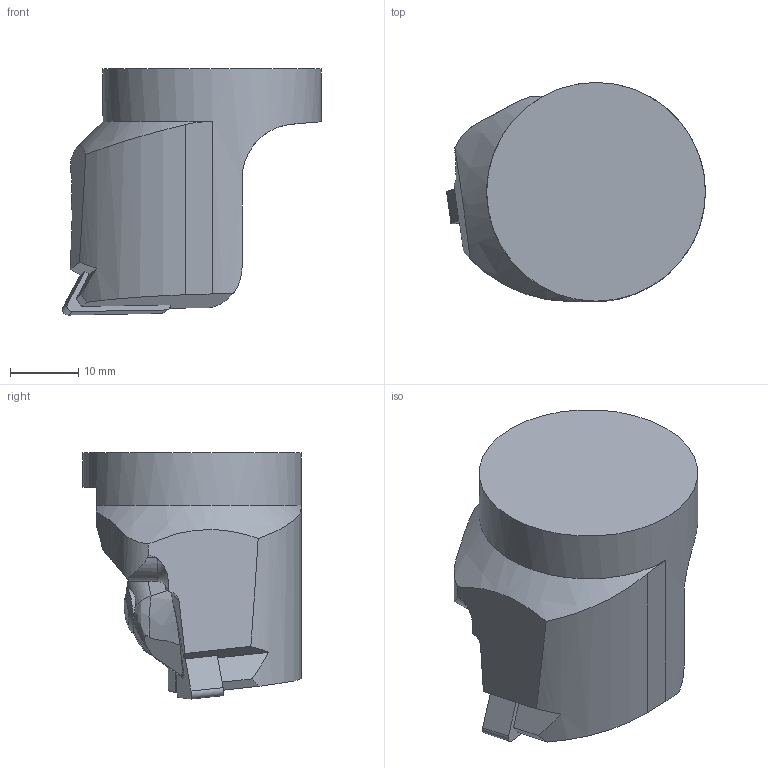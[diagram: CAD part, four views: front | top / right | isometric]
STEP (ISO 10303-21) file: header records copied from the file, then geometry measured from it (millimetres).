
FILE_DESCRIPTION(/* description */ (''),/* implementation_level */ '2;1');
FILE_NAME(/* name */ '1641811406759.stp',/* time_stamp */ '2022-01-10T16:13:44+06:00',/* author */ (''),/* organization */ ('SMS'),/* preprocessor_version */ 'ST-DEVELOPER v16.7',/* originating_system */ 'SIEMENS PLM Software NX 12.0',/* authorisation */ '');
FILE_SCHEMA (('AUTOMOTIVE_DESIGN { 1 0 10303 214 3 1 1 1 }'));
Length unit declared in the file: millimetre
Products named in the file (4): ASSEMBLY_CONSTRUCTION; IsoTurningInsert; 201778679mod000_01; 201778678mod000_01
Assembly tree (3 placements, depth 2):
  201778678mod000_01
    201778679mod000_01
    IsoTurningInsert
    ASSEMBLY_CONSTRUCTION
Bounding box: 37.87 x 32 x 36 mm (x, y, z)
Volume: 18749.1 mm3; surface area: 5620.6 mm2
Topology: 2 solids, 2 shells, 85 faces, 237 edges, 162 vertices
Faces by surface type: plane 45, cylinder 27, bspline 9, torus 2, cone 1, sphere 1
Full cylindrical faces by diameter (mm): 3.05 x1, 3.81 x2, 6.4 x1, 32 x1
Entity records: 3248 total; most frequent: CARTESIAN_POINT 1037, ORIENTED_EDGE 450, DIRECTION 409, EDGE_CURVE 225, AXIS2_PLACEMENT_3D 155, VERTEX_POINT 150, LINE 99, VECTOR 99
